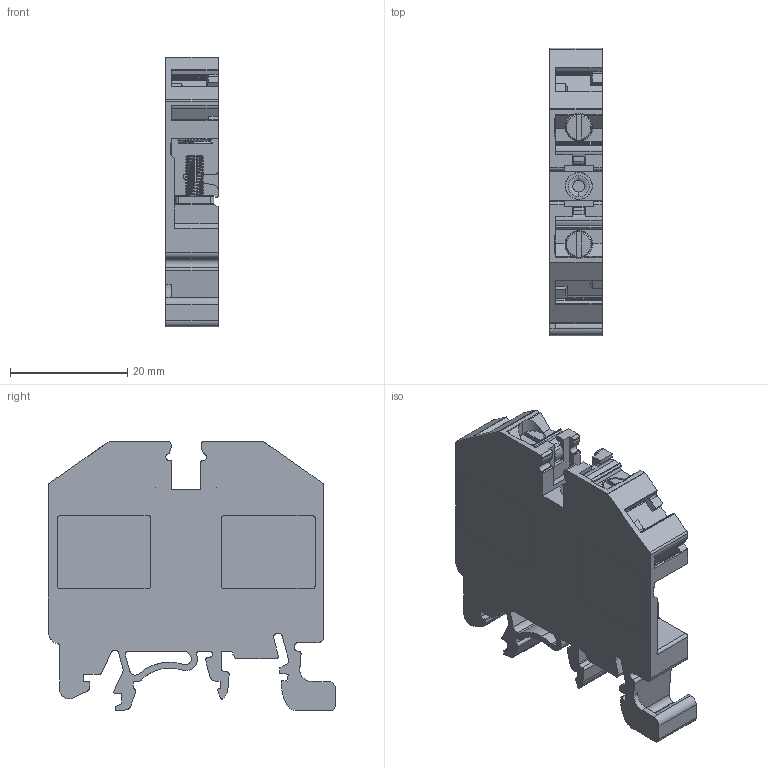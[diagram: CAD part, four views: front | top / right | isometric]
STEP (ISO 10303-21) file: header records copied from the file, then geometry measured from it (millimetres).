
FILE_DESCRIPTION(('CATIA V5R22 STEP214','CAx-IF Rec.Pracs.--- Model Styling and Organization---1.4--- 2014-01-23'),'2;1');
FILE_NAME ('D1463448_2', '2022-01-17T15:55:42+00:00', ('Weidmueller Interface'), ('Weidmueller'), 'CATIA Version 5-6 Release 2016 SP3 HF44', 'CATIA V5 STEP AP214', 'none');
FILE_SCHEMA(('AUTOMOTIVE_DESIGN { 1 0 10303 214 1 1 1 1 }'));
Products named in the file (1): 2614930000
Bounding box: 8.95 x 49 x 46 mm (x, y, z)
Volume: 10692.5 mm3; surface area: 9737.3 mm2
Topology: 10 solids, 17 shells, 2105 faces, 5530 edges, 3472 vertices
Faces by surface type: plane 722, cone 468, cylinder 455, bspline 408, torus 52
Entity records: 64639 total; most frequent: CARTESIAN_POINT 19033, ORIENTED_EDGE 11060, DIRECTION 7084, EDGE_CURVE 5530, VERTEX_POINT 3472, AXIS2_PLACEMENT_3D 2939, VECTOR 2609, LINE 2609
